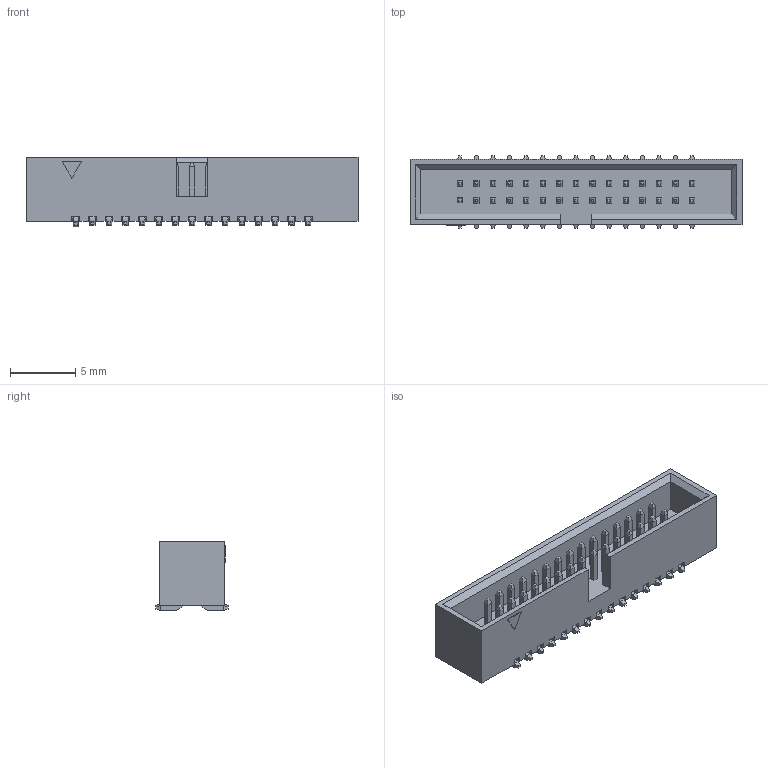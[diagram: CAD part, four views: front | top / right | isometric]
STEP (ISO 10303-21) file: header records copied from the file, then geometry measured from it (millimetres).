
FILE_DESCRIPTION(/* description */ ('Unknown'),/* implementation_level */ '2;1');
FILE_NAME(/* name */ '62703020621',/* time_stamp */ '2021-02-23T16:11:31+01:00',/* author */ ('Unknown'),/* organization */ ('Unknown'),/* preprocessor_version */ 'ST-DEVELOPER v16.7',/* originating_system */ 'DEX',/* authorisation */ $);
FILE_SCHEMA (('AUTOMOTIVE_DESIGN {1 0 10303 214 3 1 1}'));
Length unit declared in the file: millimetre
Products named in the file (3): 6270xx20621; 62703020621; 6270xx20621_PIN
Assembly tree (31 placements, depth 2):
  6270xx20621
    62703020621
    6270xx20621_PIN  x30
Bounding box: 25.4 x 5.55 x 5.3 mm (x, y, z)
Volume: 375.8 mm3; surface area: 1106.1 mm2
Topology: 31 solids, 31 shells, 893 faces, 2276 edges, 1416 vertices
Faces by surface type: plane 833, cylinder 60
Entity records: 15070 total; most frequent: CARTESIAN_POINT 2239, ORIENTED_EDGE 2232, DIRECTION 1926, EDGE_CURVE 1116, LINE 1112, VECTOR 1112, VERTEX_POINT 720, AXIS2_PLACEMENT_3D 407
